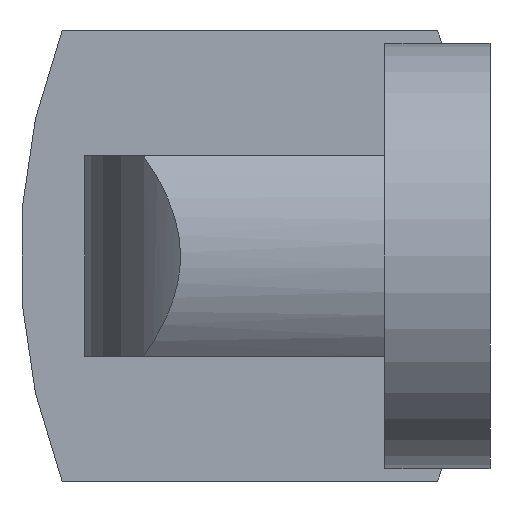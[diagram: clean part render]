
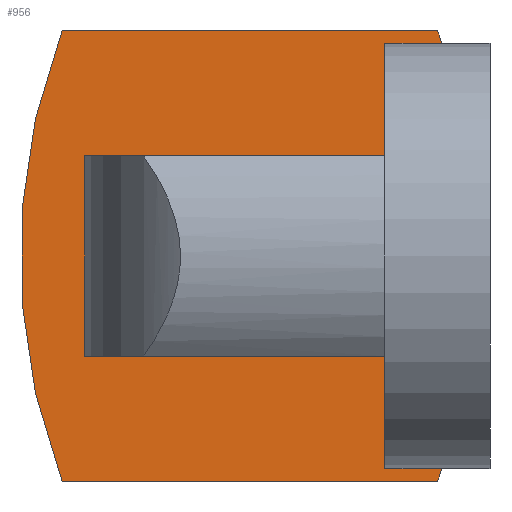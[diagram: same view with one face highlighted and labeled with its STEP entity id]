
A CAD part, front view. The second image highlights one B-rep face of the part: STEP entity #956.
In plain terms, the highlighted planar face has unit normal (0, -1, 0).
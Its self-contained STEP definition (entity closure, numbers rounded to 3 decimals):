
#77 = CARTESIAN_POINT ( 'NONE',  ( 27., 0., -42.5 ) ) ;
#99 = AXIS2_PLACEMENT_3D ( 'NONE', #1948, #1153, #1132 ) ;
#105 = CARTESIAN_POINT ( 'NONE',  ( 27., 0., -20. ) ) ;
#114 = CARTESIAN_POINT ( 'NONE',  ( -33., 0., 20. ) ) ;
#116 = VECTOR ( 'NONE', #628, 1000. ) ;
#136 = VECTOR ( 'NONE', #906, 1000. ) ;
#160 = DIRECTION ( 'NONE',  ( -1., 0., 0. ) ) ;
#242 = ORIENTED_EDGE ( 'NONE', *, *, #2966, .T. ) ;
#252 = DIRECTION ( 'NONE',  ( 0., 1., 0. ) ) ;
#279 = CARTESIAN_POINT ( 'NONE',  ( 27., 0., 42.5 ) ) ;
#292 = EDGE_CURVE ( 'NONE', #579, #1748, #2607, .T. ) ;
#293 = VERTEX_POINT ( 'NONE', #105 ) ;
#306 = EDGE_CURVE ( 'NONE', #2389, #579, #939, .T. ) ;
#342 = EDGE_CURVE ( 'NONE', #293, #566, #1159, .T. ) ;
#361 = ORIENTED_EDGE ( 'NONE', *, *, #1210, .F. ) ;
#552 = VERTEX_POINT ( 'NONE', #2198 ) ;
#556 = DIRECTION ( 'NONE',  ( 1., 0., 0. ) ) ;
#566 = VERTEX_POINT ( 'NONE', #77 ) ;
#579 = VERTEX_POINT ( 'NONE', #642 ) ;
#628 = DIRECTION ( 'NONE',  ( 1., 0., 0. ) ) ;
#640 = CARTESIAN_POINT ( 'NONE',  ( 37.5, 0., -45. ) ) ;
#641 = DIRECTION ( 'NONE',  ( 0., 0., -1. ) ) ;
#642 = CARTESIAN_POINT ( 'NONE',  ( -37.5, 0., -45. ) ) ;
#683 = LINE ( 'NONE', #2940, #2238 ) ;
#695 = DIRECTION ( 'NONE',  ( 0., 0., -1. ) ) ;
#697 = ORIENTED_EDGE ( 'NONE', *, *, #1458, .F. ) ;
#698 = AXIS2_PLACEMENT_3D ( 'NONE', #1904, #2915, #641 ) ;
#792 = CARTESIAN_POINT ( 'NONE',  ( 37.5, 0., 45. ) ) ;
#857 = CARTESIAN_POINT ( 'NONE',  ( -8., 0., -20. ) ) ;
#890 = CARTESIAN_POINT ( 'NONE',  ( 79.119, 0., 0. ) ) ;
#906 = DIRECTION ( 'NONE',  ( 0., 0., -1. ) ) ;
#913 = LINE ( 'NONE', #2685, #116 ) ;
#914 = CARTESIAN_POINT ( 'NONE',  ( -33., 0., -20. ) ) ;
#939 = LINE ( 'NONE', #2744, #2458 ) ;
#956 = ADVANCED_FACE ( 'NONE', ( #1927 ), #2955, .T. ) ;
#981 = CARTESIAN_POINT ( 'NONE',  ( -79.119, 0., 0. ) ) ;
#988 = EDGE_LOOP ( 'NONE', ( #697, #1098, #1799, #2000, #3216, #1475, #3010, #1682, #361, #242, #2722, #3084 ) ) ;
#999 = VERTEX_POINT ( 'NONE', #914 ) ;
#1067 = DIRECTION ( 'NONE',  ( 1., 0., 0. ) ) ;
#1098 = ORIENTED_EDGE ( 'NONE', *, *, #3212, .T. ) ;
#1101 = CARTESIAN_POINT ( 'NONE',  ( 38.434, 0., -42.5 ) ) ;
#1131 = VECTOR ( 'NONE', #2748, 1000. ) ;
#1132 = DIRECTION ( 'NONE',  ( 0., 0., -1. ) ) ;
#1152 = AXIS2_PLACEMENT_3D ( 'NONE', #890, #1175, #1717 ) ;
#1153 = DIRECTION ( 'NONE',  ( 0., -1., 0. ) ) ;
#1158 = EDGE_CURVE ( 'NONE', #1748, #2114, #1273, .T. ) ;
#1159 = LINE ( 'NONE', #1467, #136 ) ;
#1175 = DIRECTION ( 'NONE',  ( 0., 1., 0. ) ) ;
#1201 = CARTESIAN_POINT ( 'NONE',  ( 37.5, 0., 45. ) ) ;
#1210 = EDGE_CURVE ( 'NONE', #2584, #2389, #2316, .T. ) ;
#1244 = VERTEX_POINT ( 'NONE', #1347 ) ;
#1273 = LINE ( 'NONE', #792, #3126 ) ;
#1347 = CARTESIAN_POINT ( 'NONE',  ( 38.434, 0., 42.5 ) ) ;
#1458 = EDGE_CURVE ( 'NONE', #3268, #999, #3002, .T. ) ;
#1467 = CARTESIAN_POINT ( 'NONE',  ( 27., 0., 0. ) ) ;
#1475 = ORIENTED_EDGE ( 'NONE', *, *, #1158, .F. ) ;
#1531 = CIRCLE ( 'NONE', #3095, 125. ) ;
#1682 = ORIENTED_EDGE ( 'NONE', *, *, #306, .F. ) ;
#1717 = DIRECTION ( 'NONE',  ( 0., 0., 1. ) ) ;
#1721 = CARTESIAN_POINT ( 'NONE',  ( -33., 0., 20. ) ) ;
#1748 = VERTEX_POINT ( 'NONE', #2281 ) ;
#1772 = DIRECTION ( 'NONE',  ( 0., 0., -1. ) ) ;
#1799 = ORIENTED_EDGE ( 'NONE', *, *, #2740, .F. ) ;
#1839 = CARTESIAN_POINT ( 'NONE',  ( 27., 0., 20. ) ) ;
#1849 = VERTEX_POINT ( 'NONE', #1839 ) ;
#1865 = LINE ( 'NONE', #279, #2978 ) ;
#1904 = CARTESIAN_POINT ( 'NONE',  ( -79.119, 0., 0. ) ) ;
#1927 = FACE_OUTER_BOUND ( 'NONE', #988, .T. ) ;
#1948 = CARTESIAN_POINT ( 'NONE',  ( -79.119, 0., 0. ) ) ;
#2000 = ORIENTED_EDGE ( 'NONE', *, *, #2266, .T. ) ;
#2061 = LINE ( 'NONE', #2253, #2506 ) ;
#2107 = DIRECTION ( 'NONE',  ( 1., 0., 0. ) ) ;
#2111 = LINE ( 'NONE', #857, #2872 ) ;
#2114 = VERTEX_POINT ( 'NONE', #1201 ) ;
#2198 = CARTESIAN_POINT ( 'NONE',  ( 27., 0., 42.5 ) ) ;
#2238 = VECTOR ( 'NONE', #695, 1000. ) ;
#2253 = CARTESIAN_POINT ( 'NONE',  ( 27., 0., -42.5 ) ) ;
#2266 = EDGE_CURVE ( 'NONE', #552, #1244, #1865, .T. ) ;
#2281 = CARTESIAN_POINT ( 'NONE',  ( -37.5, 0., 45. ) ) ;
#2316 = CIRCLE ( 'NONE', #698, 125. ) ;
#2389 = VERTEX_POINT ( 'NONE', #640 ) ;
#2458 = VECTOR ( 'NONE', #160, 1000. ) ;
#2506 = VECTOR ( 'NONE', #3278, 1000. ) ;
#2584 = VERTEX_POINT ( 'NONE', #1101 ) ;
#2607 = CIRCLE ( 'NONE', #1152, 125. ) ;
#2685 = CARTESIAN_POINT ( 'NONE',  ( -8., 0., 20. ) ) ;
#2722 = ORIENTED_EDGE ( 'NONE', *, *, #342, .F. ) ;
#2740 = EDGE_CURVE ( 'NONE', #552, #1849, #683, .T. ) ;
#2744 = CARTESIAN_POINT ( 'NONE',  ( -37.5, 0., -45. ) ) ;
#2748 = DIRECTION ( 'NONE',  ( 0., 0., -1. ) ) ;
#2869 = EDGE_CURVE ( 'NONE', #2114, #1244, #1531, .T. ) ;
#2872 = VECTOR ( 'NONE', #1067, 1000. ) ;
#2915 = DIRECTION ( 'NONE',  ( 0., 1., 0. ) ) ;
#2940 = CARTESIAN_POINT ( 'NONE',  ( 27., 0., 0. ) ) ;
#2955 = PLANE ( 'NONE',  #99 ) ;
#2966 = EDGE_CURVE ( 'NONE', #2584, #566, #2061, .T. ) ;
#2978 = VECTOR ( 'NONE', #2107, 1000. ) ;
#3002 = LINE ( 'NONE', #1721, #1131 ) ;
#3010 = ORIENTED_EDGE ( 'NONE', *, *, #292, .F. ) ;
#3069 = EDGE_CURVE ( 'NONE', #999, #293, #2111, .T. ) ;
#3084 = ORIENTED_EDGE ( 'NONE', *, *, #3069, .F. ) ;
#3095 = AXIS2_PLACEMENT_3D ( 'NONE', #981, #252, #1772 ) ;
#3126 = VECTOR ( 'NONE', #556, 1000. ) ;
#3212 = EDGE_CURVE ( 'NONE', #3268, #1849, #913, .T. ) ;
#3216 = ORIENTED_EDGE ( 'NONE', *, *, #2869, .F. ) ;
#3268 = VERTEX_POINT ( 'NONE', #114 ) ;
#3278 = DIRECTION ( 'NONE',  ( -1., 0., 0. ) ) ;
